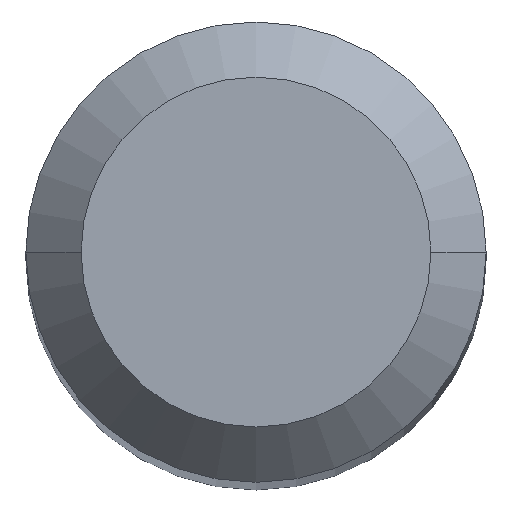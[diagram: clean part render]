
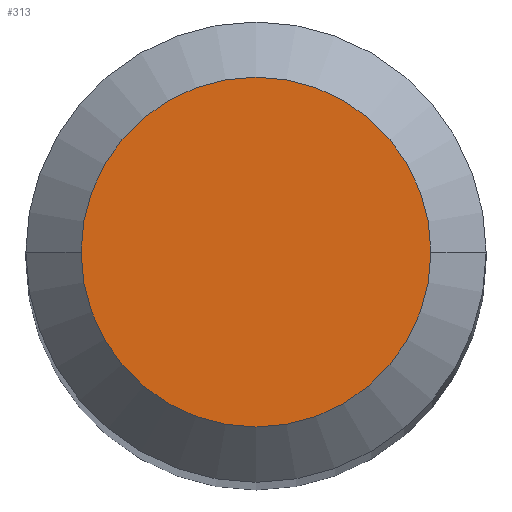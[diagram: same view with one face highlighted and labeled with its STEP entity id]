
A CAD part, top view. The second image highlights one B-rep face of the part: STEP entity #313.
In plain terms, the highlighted planar face has unit normal (0, 0, 1).
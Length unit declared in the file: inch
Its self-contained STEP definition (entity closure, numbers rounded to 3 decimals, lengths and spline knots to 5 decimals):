
#41 = EDGE_CURVE ( 'NONE', #164, #755, #822, .T. ) ;
#51 = AXIS2_PLACEMENT_3D ( 'NONE', #951, #92, #330 ) ;
#92 = DIRECTION ( 'NONE',  ( 0., 0., 1. ) ) ;
#133 = DIRECTION ( 'NONE',  ( 0., 0., 1. ) ) ;
#164 = VERTEX_POINT ( 'NONE', #585 ) ;
#197 = EDGE_CURVE ( 'NONE', #755, #164, #412, .T. ) ;
#292 = FACE_OUTER_BOUND ( 'NONE', #840, .T. ) ;
#313 = ADVANCED_FACE ( 'NONE', ( #292 ), #610, .T. ) ;
#330 = DIRECTION ( 'NONE',  ( 1., 0., 0. ) ) ;
#346 = ORIENTED_EDGE ( 'NONE', *, *, #41, .T. ) ;
#358 = DIRECTION ( 'NONE',  ( 1., 0., 0. ) ) ;
#412 = CIRCLE ( 'NONE', #1004, 0.0475 ) ;
#507 = DIRECTION ( 'NONE',  ( 0., 0., 1. ) ) ;
#541 = AXIS2_PLACEMENT_3D ( 'NONE', #858, #133, #358 ) ;
#585 = CARTESIAN_POINT ( 'NONE',  ( -0.0475, 0., 1.5 ) ) ;
#610 = PLANE ( 'NONE',  #541 ) ;
#617 = ORIENTED_EDGE ( 'NONE', *, *, #197, .T. ) ;
#643 = CARTESIAN_POINT ( 'NONE',  ( 0.0475, 0., 1.5 ) ) ;
#755 = VERTEX_POINT ( 'NONE', #643 ) ;
#822 = CIRCLE ( 'NONE', #51, 0.0475 ) ;
#832 = DIRECTION ( 'NONE',  ( 1., 0., 0. ) ) ;
#840 = EDGE_LOOP ( 'NONE', ( #346, #617 ) ) ;
#858 = CARTESIAN_POINT ( 'NONE',  ( 0., 0., 1.5 ) ) ;
#951 = CARTESIAN_POINT ( 'NONE',  ( 0., 0., 1.5 ) ) ;
#980 = CARTESIAN_POINT ( 'NONE',  ( 0., 0., 1.5 ) ) ;
#1004 = AXIS2_PLACEMENT_3D ( 'NONE', #980, #507, #832 ) ;
